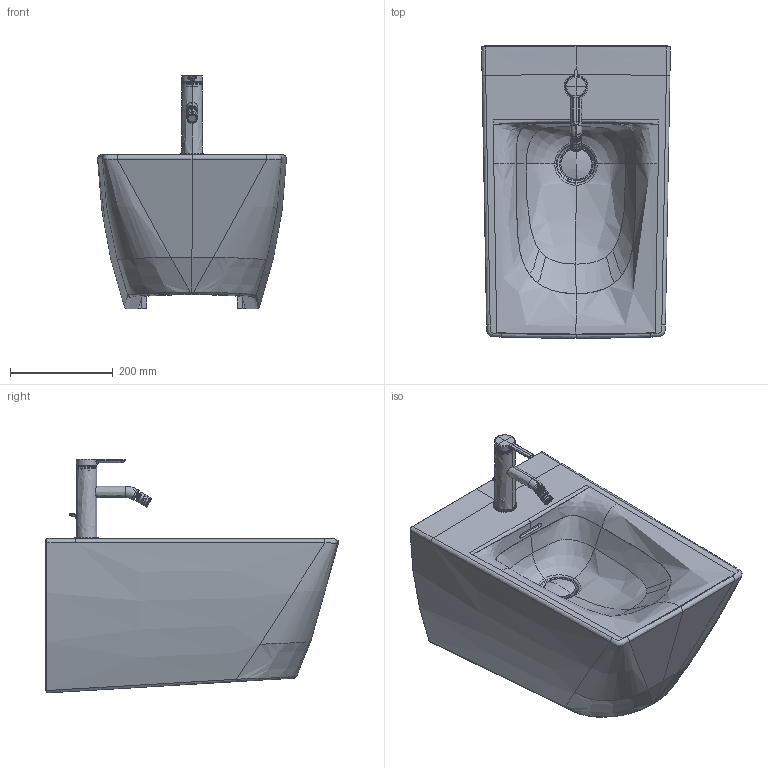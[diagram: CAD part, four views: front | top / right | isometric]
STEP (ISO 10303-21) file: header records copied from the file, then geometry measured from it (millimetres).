
FILE_DESCRIPTION(/* description */ (''),/* implementation_level */ '2;1');
FILE_NAME(/* name */ '229215',/* time_stamp */ '2019-02-21T09:02:28+01:00',/* author */ (''),/* organization */ (''),/* preprocessor_version */ 'ST-DEVELOPER v15',/* originating_system */ '',/* authorisation */ '');
FILE_SCHEMA (('AUTOMOTIVE_DESIGN'));
Products named in the file (1): Document
Bounding box: 367.5 x 570.04 x 455.31 mm (x, y, z)
Volume: 33334.1 mm3; surface area: 1160882.2 mm2
Topology: 12 solids, 22 shells, 1004 faces, 2413 edges, 1414 vertices
Faces by surface type: bspline 1004
Entity records: 125380 total; most frequent: CARTESIAN_POINT 96289, B_SPLINE_CURVE_WITH_KNOTS 5392, ORIENTED_EDGE 4655, PCURVE 4655, DEFINITIONAL_REPRESENTATION 4655, SURFACE_CURVE 2373, EDGE_CURVE 2373, VERTEX_POINT 1415
